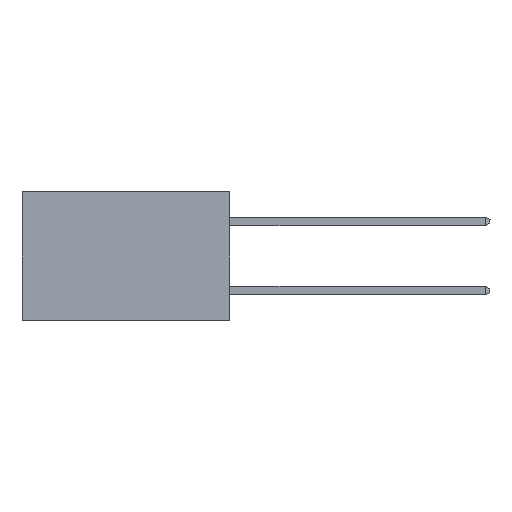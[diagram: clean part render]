
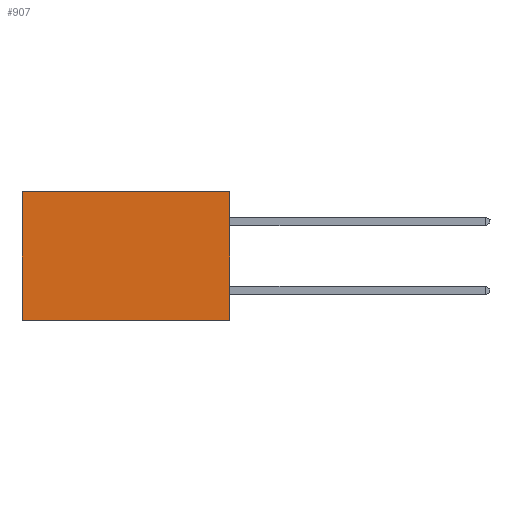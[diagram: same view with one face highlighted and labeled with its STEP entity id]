
A CAD part, left-side view. The second image highlights one B-rep face of the part: STEP entity #907.
In plain terms, the highlighted planar face has unit normal (-1, 0, 0).
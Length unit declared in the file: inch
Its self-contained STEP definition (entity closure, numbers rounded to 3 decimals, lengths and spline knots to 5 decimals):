
#907 = ADVANCED_FACE ( 'NONE', ( #3895 ), #11935, .F. ) ;
#1874 = CARTESIAN_POINT ( 'NONE',  ( 0.2615, 0., -0.37 ) ) ;
#2105 = AXIS2_PLACEMENT_3D ( 'NONE', #22372, #6001, #24109 ) ;
#3192 = VECTOR ( 'NONE', #8750, 39.37008 ) ;
#3895 = FACE_OUTER_BOUND ( 'NONE', #4369, .T. ) ;
#4369 = EDGE_LOOP ( 'NONE', ( #13420, #10196, #14449, #6444 ) ) ;
#6001 = DIRECTION ( 'NONE',  ( 1., 0., 0. ) ) ;
#6236 = CARTESIAN_POINT ( 'NONE',  ( 0.2615, 0.6, 0. ) ) ;
#6444 = ORIENTED_EDGE ( 'NONE', *, *, #23980, .T. ) ;
#7065 = VECTOR ( 'NONE', #17431, 39.37008 ) ;
#7721 = CARTESIAN_POINT ( 'NONE',  ( 0.2615, 0., 0. ) ) ;
#8238 = DIRECTION ( 'NONE',  ( 0., 0., -1. ) ) ;
#8750 = DIRECTION ( 'NONE',  ( 0., 0., -1. ) ) ;
#9357 = CARTESIAN_POINT ( 'NONE',  ( 0.2615, 0., -0.37 ) ) ;
#10196 = ORIENTED_EDGE ( 'NONE', *, *, #23581, .F. ) ;
#10549 = DIRECTION ( 'NONE',  ( 0., 1., 0. ) ) ;
#11829 = VERTEX_POINT ( 'NONE', #7721 ) ;
#11935 = PLANE ( 'NONE',  #2105 ) ;
#12825 = CARTESIAN_POINT ( 'NONE',  ( 0.2615, 0., -0.37 ) ) ;
#13420 = ORIENTED_EDGE ( 'NONE', *, *, #14365, .T. ) ;
#14365 = EDGE_CURVE ( 'NONE', #17960, #14996, #24236, .T. ) ;
#14449 = ORIENTED_EDGE ( 'NONE', *, *, #19346, .F. ) ;
#14996 = VERTEX_POINT ( 'NONE', #20884 ) ;
#15438 = LINE ( 'NONE', #1874, #7065 ) ;
#17016 = VERTEX_POINT ( 'NONE', #9357 ) ;
#17431 = DIRECTION ( 'NONE',  ( 0., 1., 0. ) ) ;
#17960 = VERTEX_POINT ( 'NONE', #6236 ) ;
#19346 = EDGE_CURVE ( 'NONE', #11829, #17016, #20897, .T. ) ;
#20733 = LINE ( 'NONE', #24828, #22259 ) ;
#20884 = CARTESIAN_POINT ( 'NONE',  ( 0.2615, 0.6, -0.37 ) ) ;
#20897 = LINE ( 'NONE', #12825, #3192 ) ;
#22259 = VECTOR ( 'NONE', #10549, 39.37008 ) ;
#22358 = VECTOR ( 'NONE', #8238, 39.37008 ) ;
#22372 = CARTESIAN_POINT ( 'NONE',  ( 0.2615, 0., -0.37 ) ) ;
#23581 = EDGE_CURVE ( 'NONE', #17016, #14996, #15438, .T. ) ;
#23980 = EDGE_CURVE ( 'NONE', #11829, #17960, #20733, .T. ) ;
#24109 = DIRECTION ( 'NONE',  ( 0., 0., -1. ) ) ;
#24236 = LINE ( 'NONE', #24762, #22358 ) ;
#24762 = CARTESIAN_POINT ( 'NONE',  ( 0.2615, 0.6, -0.37 ) ) ;
#24828 = CARTESIAN_POINT ( 'NONE',  ( 0.2615, 0., 0. ) ) ;
